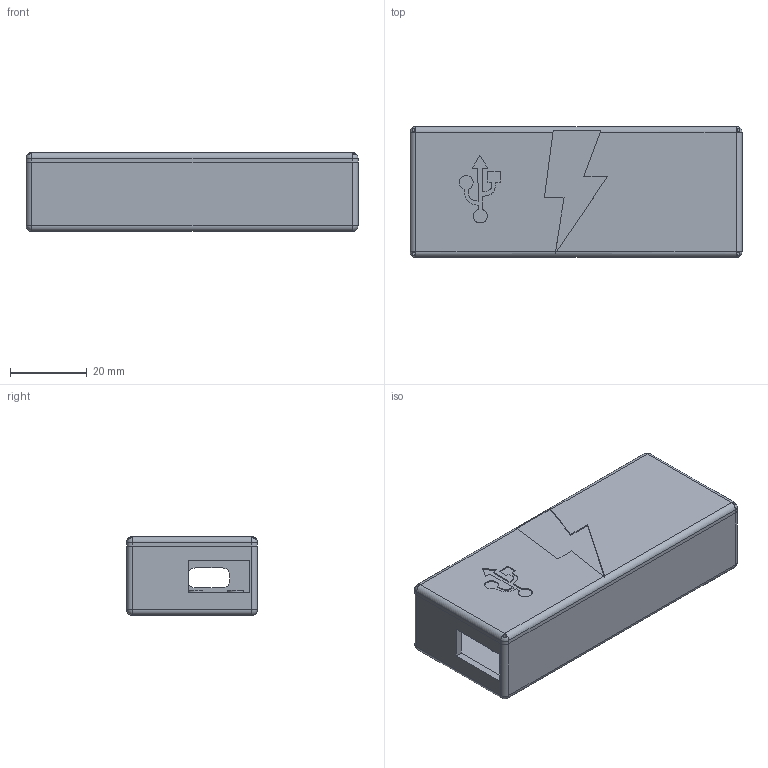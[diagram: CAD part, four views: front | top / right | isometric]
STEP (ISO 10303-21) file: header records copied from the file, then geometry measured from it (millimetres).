
FILE_DESCRIPTION(/* description */ ('STEP AP242','CAx-IF Rec.Pracs.---Representation and Presentation of Product Manufacturing Information (PMI)---4.0---2014-10-13','CAx-IF Rec.Pracs.---3D Tessellated Geometry---0.4---2014-09-14','2;1'),/* implementation_level */ '2;1');
FILE_NAME(/* name */ '688fab2963b67d60c6a6eb52',/* time_stamp */ '2025-08-03T18:32:10Z',/* author */ (''),/* organization */ (''),/* preprocessor_version */ 'ST-DEVELOPER v20',/* originating_system */ 'ONSHAPE BY PTC INC, 1.201',/* authorisation */ ' ');
FILE_SCHEMA (('AP242_MANAGED_MODEL_BASED_3D_ENGINEERING_MIM_LF { 1 0 10303 442 1 1 4 }'));
Length unit declared in the file: metre
Products named in the file (2): Bottom; Top
Bounding box: 86.3 x 34 x 20.51 mm (x, y, z)
Volume: 20091.6 mm3; surface area: 19309 mm2
Topology: 2 solids, 2 shells, 126 faces, 316 edges, 200 vertices
Faces by surface type: plane 76, cylinder 37, sphere 8, bspline 5
Full cylindrical faces by diameter (mm): 0.8 x8, 1 x4, 4 x4
Entity records: 3764 total; most frequent: CARTESIAN_POINT 783, DIRECTION 594, ORIENTED_EDGE 568, EDGE_CURVE 284, AXIS2_PLACEMENT_3D 199, LINE 196, VECTOR 196, VERTEX_POINT 192
